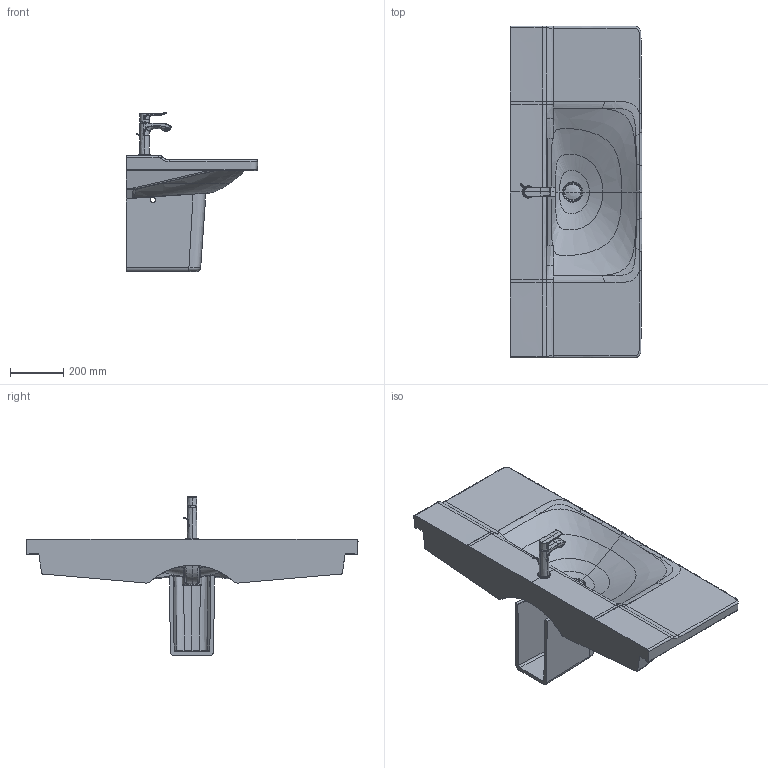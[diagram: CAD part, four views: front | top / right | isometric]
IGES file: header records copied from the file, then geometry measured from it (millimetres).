
Global section: file name: No Iges File Name specified; native system: Autodesk Inventor 2011; preprocessor: AutoDesk Inventor Iges Exporter R2011; author: Administrator; date: 20151110.160257; units: millimetre
Bounding box: 494.74 x 1249.83 x 599.27 mm (x, y, z)
Volume: 27204685.3 mm3; surface area: 2384958.4 mm2
Topology: 12 solids, 12 shells, 1608 faces, 4484 edges, 2883 vertices
Faces by surface type: bspline 569, plane 518, cylinder 295, revolution 123, cone 55, torus 48
